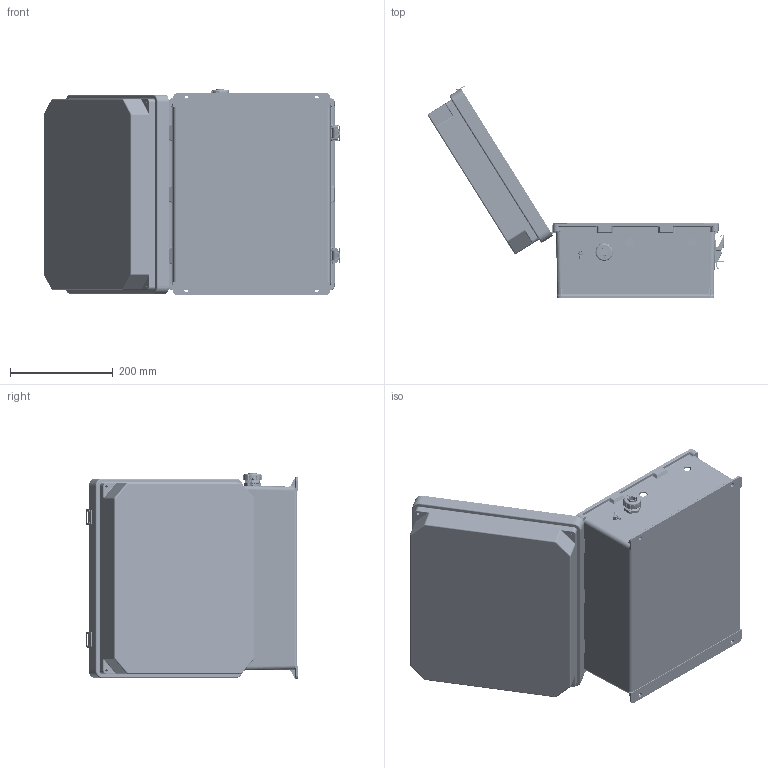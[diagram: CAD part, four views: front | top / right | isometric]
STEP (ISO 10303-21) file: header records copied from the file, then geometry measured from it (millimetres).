
FILE_DESCRIPTION (( 'STEP AP214' ), '1' );
FILE_NAME ('NBB141207-1H0.STEP', '2015-09-22T17:53:55', ( 'L-Com' ), ( 'L-Com Global Connectivity' ), 'SwSTEP 2.0', 'SolidWorks 2014', '' );
FILE_SCHEMA (( 'AUTOMOTIVE_DESIGN' ));
Length unit declared in the file: inch
Products named in the file (24): XF797-02; NBB141207-1H0; XFS-0017; 10-32 NEMA PLATE SCREW; XMH-0010; XFN-0013; XCTB-0002; XCT-0011; XCT-0010; XF451-01; XFW-0002; XFN-0003; XCT-0005; XFS-0026; XC-0003; NB141207-DoorClasp-2; NB141207-DoorClasp-1; XFW-0004; NBB141207-Lid-2; XHIC-HTR110; NB141207-Hinge; NEMA GroundWire-2; NBB141207-Box; XMH-0007
Assembly tree (42 placements, depth 2):
  NBB141207-1H0
    NBB141207-Box
    NB141207-Hinge  x2
    NBB141207-Lid-2
    NB141207-DoorClasp-1  x2
    NB141207-DoorClasp-2  x2
    XC-0003
    XFS-0026
    XCT-0005
    XFN-0003  x2
    XFW-0002
    XF451-01
    XCT-0010
    XCT-0011
    XCTB-0002
    XFN-0013  x2
    XMH-0010  x2
    10-32 NEMA PLATE SCREW  x4
    XFS-0017  x7
    XF797-02
    XMH-0007  x4
    NEMA GroundWire-2
    XHIC-HTR110
    XFW-0004  x2
Bounding box: 578.07 x 413.05 x 402.37 mm (x, y, z)
Volume: 2558392.5 mm3; surface area: 1430607.4 mm2
Topology: 48 solids, 49 shells, 5065 faces, 12547 edges, 7615 vertices
Faces by surface type: plane 1660, cylinder 1523, cone 1225, torus 449, bspline 184, sphere 24
Entity records: 123988 total; most frequent: CARTESIAN_POINT 27252, DIRECTION 17304, ORIENTED_EDGE 17060, EDGE_CURVE 8530, AXIS2_PLACEMENT_3D 6491, VERTEX_POINT 5271, VECTOR 4322, LINE 4322
